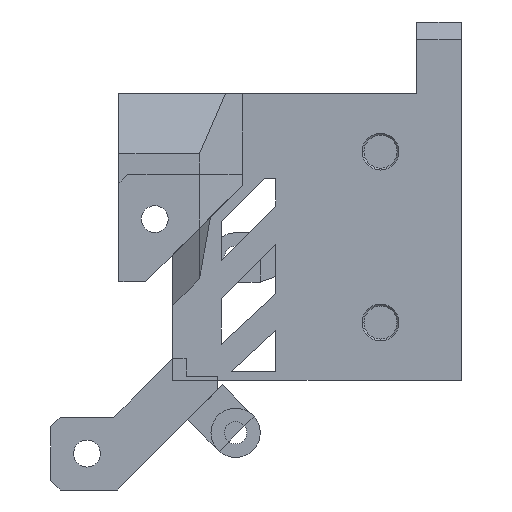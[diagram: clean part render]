
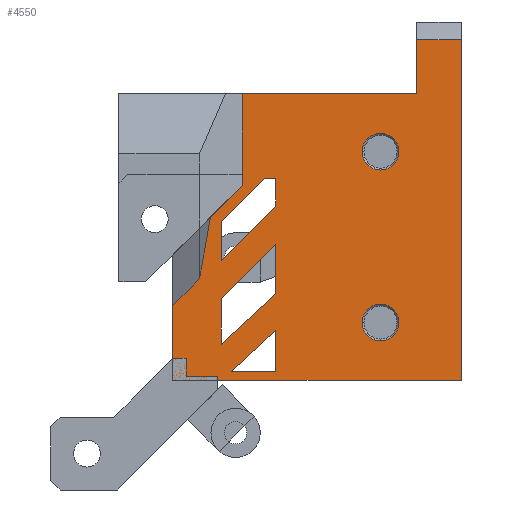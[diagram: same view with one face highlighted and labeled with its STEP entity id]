
A CAD part, left-side view. The second image highlights one B-rep face of the part: STEP entity #4550.
In plain terms, the highlighted planar face has unit normal (-1, 0, 0).
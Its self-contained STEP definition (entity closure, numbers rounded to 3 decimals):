
#164=FACE_BOUND('',#738,.T.);
#165=FACE_BOUND('',#739,.T.);
#166=FACE_BOUND('',#740,.T.);
#167=FACE_BOUND('',#741,.T.);
#168=FACE_BOUND('',#742,.T.);
#281=PLANE('',#4867);
#483=FACE_OUTER_BOUND('',#737,.T.);
#737=EDGE_LOOP('',(#3470,#3471,#3472,#3473,#3474,#3475,#3476,#3477,#3478,
#3479,#3480));
#738=EDGE_LOOP('',(#3481,#3482,#3483,#3484));
#739=EDGE_LOOP('',(#3485,#3486,#3487,#3488,#3489));
#740=EDGE_LOOP('',(#3490));
#741=EDGE_LOOP('',(#3491));
#742=EDGE_LOOP('',(#3492,#3493,#3494));
#1121=LINE('',#6606,#1634);
#1134=LINE('',#6630,#1647);
#1136=LINE('',#6635,#1649);
#1137=LINE('',#6637,#1650);
#1138=LINE('',#6639,#1651);
#1139=LINE('',#6641,#1652);
#1140=LINE('',#6643,#1653);
#1141=LINE('',#6645,#1654);
#1142=LINE('',#6647,#1655);
#1143=LINE('',#6649,#1656);
#1144=LINE('',#6650,#1657);
#1145=LINE('',#6653,#1658);
#1146=LINE('',#6655,#1659);
#1147=LINE('',#6657,#1660);
#1148=LINE('',#6658,#1661);
#1149=LINE('',#6661,#1662);
#1150=LINE('',#6663,#1663);
#1151=LINE('',#6665,#1664);
#1152=LINE('',#6667,#1665);
#1153=LINE('',#6668,#1666);
#1154=LINE('',#6675,#1667);
#1155=LINE('',#6677,#1668);
#1156=LINE('',#6678,#1669);
#1634=VECTOR('',#5412,10.);
#1647=VECTOR('',#5433,10.);
#1649=VECTOR('',#5439,10.);
#1650=VECTOR('',#5440,10.);
#1651=VECTOR('',#5441,10.);
#1652=VECTOR('',#5442,10.);
#1653=VECTOR('',#5443,10.);
#1654=VECTOR('',#5444,10.);
#1655=VECTOR('',#5445,10.);
#1656=VECTOR('',#5446,10.);
#1657=VECTOR('',#5447,10.);
#1658=VECTOR('',#5448,10.);
#1659=VECTOR('',#5449,10.);
#1660=VECTOR('',#5450,10.);
#1661=VECTOR('',#5451,10.);
#1662=VECTOR('',#5452,10.);
#1663=VECTOR('',#5453,10.);
#1664=VECTOR('',#5454,10.);
#1665=VECTOR('',#5455,10.);
#1666=VECTOR('',#5456,10.);
#1667=VECTOR('',#5461,10.);
#1668=VECTOR('',#5462,10.);
#1669=VECTOR('',#5463,10.);
#2002=CIRCLE('',#4868,2.05);
#2003=CIRCLE('',#4869,2.05);
#2176=VERTEX_POINT('',#6603);
#2177=VERTEX_POINT('',#6605);
#2184=VERTEX_POINT('',#6629);
#2185=VERTEX_POINT('',#6634);
#2186=VERTEX_POINT('',#6636);
#2187=VERTEX_POINT('',#6638);
#2188=VERTEX_POINT('',#6640);
#2189=VERTEX_POINT('',#6642);
#2190=VERTEX_POINT('',#6644);
#2191=VERTEX_POINT('',#6646);
#2192=VERTEX_POINT('',#6648);
#2193=VERTEX_POINT('',#6651);
#2194=VERTEX_POINT('',#6652);
#2195=VERTEX_POINT('',#6654);
#2196=VERTEX_POINT('',#6656);
#2197=VERTEX_POINT('',#6659);
#2198=VERTEX_POINT('',#6660);
#2199=VERTEX_POINT('',#6662);
#2200=VERTEX_POINT('',#6664);
#2201=VERTEX_POINT('',#6666);
#2202=VERTEX_POINT('',#6669);
#2203=VERTEX_POINT('',#6671);
#2204=VERTEX_POINT('',#6673);
#2205=VERTEX_POINT('',#6674);
#2206=VERTEX_POINT('',#6676);
#2653=EDGE_CURVE('',#2177,#2176,#1121,.T.);
#2666=EDGE_CURVE('',#2184,#2177,#1134,.T.);
#2668=EDGE_CURVE('',#2176,#2185,#1136,.T.);
#2669=EDGE_CURVE('',#2185,#2186,#1137,.T.);
#2670=EDGE_CURVE('',#2186,#2187,#1138,.T.);
#2671=EDGE_CURVE('',#2187,#2188,#1139,.T.);
#2672=EDGE_CURVE('',#2188,#2189,#1140,.T.);
#2673=EDGE_CURVE('',#2190,#2189,#1141,.T.);
#2674=EDGE_CURVE('',#2191,#2190,#1142,.T.);
#2675=EDGE_CURVE('',#2191,#2192,#1143,.T.);
#2676=EDGE_CURVE('',#2184,#2192,#1144,.T.);
#2677=EDGE_CURVE('',#2193,#2194,#1145,.T.);
#2678=EDGE_CURVE('',#2194,#2195,#1146,.T.);
#2679=EDGE_CURVE('',#2195,#2196,#1147,.T.);
#2680=EDGE_CURVE('',#2196,#2193,#1148,.T.);
#2681=EDGE_CURVE('',#2197,#2198,#1149,.T.);
#2682=EDGE_CURVE('',#2198,#2199,#1150,.T.);
#2683=EDGE_CURVE('',#2199,#2200,#1151,.T.);
#2684=EDGE_CURVE('',#2200,#2201,#1152,.T.);
#2685=EDGE_CURVE('',#2201,#2197,#1153,.T.);
#2686=EDGE_CURVE('',#2202,#2202,#2002,.T.);
#2687=EDGE_CURVE('',#2203,#2203,#2003,.T.);
#2688=EDGE_CURVE('',#2204,#2205,#1154,.T.);
#2689=EDGE_CURVE('',#2205,#2206,#1155,.T.);
#2690=EDGE_CURVE('',#2206,#2204,#1156,.T.);
#3470=ORIENTED_EDGE('',*,*,#2666,.T.);
#3471=ORIENTED_EDGE('',*,*,#2653,.T.);
#3472=ORIENTED_EDGE('',*,*,#2668,.T.);
#3473=ORIENTED_EDGE('',*,*,#2669,.T.);
#3474=ORIENTED_EDGE('',*,*,#2670,.T.);
#3475=ORIENTED_EDGE('',*,*,#2671,.T.);
#3476=ORIENTED_EDGE('',*,*,#2672,.T.);
#3477=ORIENTED_EDGE('',*,*,#2673,.F.);
#3478=ORIENTED_EDGE('',*,*,#2674,.F.);
#3479=ORIENTED_EDGE('',*,*,#2675,.T.);
#3480=ORIENTED_EDGE('',*,*,#2676,.F.);
#3481=ORIENTED_EDGE('',*,*,#2677,.T.);
#3482=ORIENTED_EDGE('',*,*,#2678,.T.);
#3483=ORIENTED_EDGE('',*,*,#2679,.T.);
#3484=ORIENTED_EDGE('',*,*,#2680,.T.);
#3485=ORIENTED_EDGE('',*,*,#2681,.T.);
#3486=ORIENTED_EDGE('',*,*,#2682,.T.);
#3487=ORIENTED_EDGE('',*,*,#2683,.T.);
#3488=ORIENTED_EDGE('',*,*,#2684,.T.);
#3489=ORIENTED_EDGE('',*,*,#2685,.T.);
#3490=ORIENTED_EDGE('',*,*,#2686,.F.);
#3491=ORIENTED_EDGE('',*,*,#2687,.F.);
#3492=ORIENTED_EDGE('',*,*,#2688,.T.);
#3493=ORIENTED_EDGE('',*,*,#2689,.T.);
#3494=ORIENTED_EDGE('',*,*,#2690,.T.);
#4550=ADVANCED_FACE('',(#483,#164,#165,#166,#167,#168),#281,.T.);
#4867=AXIS2_PLACEMENT_3D('',#6633,#5437,#5438);
#4868=AXIS2_PLACEMENT_3D('',#6670,#5457,#5458);
#4869=AXIS2_PLACEMENT_3D('',#6672,#5459,#5460);
#5412=DIRECTION('',(0.,1.,0.));
#5433=DIRECTION('',(0.,0.,-1.));
#5437=DIRECTION('center_axis',(-1.,0.,0.));
#5438=DIRECTION('ref_axis',(0.,0.,-1.));
#5439=DIRECTION('',(0.,-0.928,-0.371));
#5440=DIRECTION('',(0.,0.,-1.));
#5441=DIRECTION('',(0.,0.707,-0.707));
#5442=DIRECTION('',(0.,0.,-1.));
#5443=DIRECTION('',(0.,-1.,0.));
#5444=DIRECTION('',(0.,0.,-1.));
#5445=DIRECTION('',(0.,-1.,0.));
#5446=DIRECTION('',(0.,0.,-1.));
#5447=DIRECTION('',(0.,-1.,0.));
#5448=DIRECTION('',(0.,-0.707,0.707));
#5449=DIRECTION('',(0.,0.,-1.));
#5450=DIRECTION('',(0.,0.737,-0.676));
#5451=DIRECTION('',(0.,0.,1.));
#5452=DIRECTION('',(0.,0.,1.));
#5453=DIRECTION('',(0.,-0.707,0.707));
#5454=DIRECTION('',(0.,-1.,0.));
#5455=DIRECTION('',(0.,0.,-1.));
#5456=DIRECTION('',(0.,0.707,-0.707));
#5457=DIRECTION('center_axis',(-1.,0.,0.));
#5458=DIRECTION('ref_axis',(0.,-1.,0.));
#5459=DIRECTION('center_axis',(-1.,0.,0.));
#5460=DIRECTION('ref_axis',(0.,-1.,0.));
#5461=DIRECTION('',(0.,-0.737,0.676));
#5462=DIRECTION('',(0.,0.,-1.));
#5463=DIRECTION('',(0.,1.,0.));
#6603=CARTESIAN_POINT('',(-20.,-0.276,-3.));
#6605=CARTESIAN_POINT('',(-20.,-10.043,-3.));
#6606=CARTESIAN_POINT('',(-20.,-1.83,-3.));
#6629=CARTESIAN_POINT('',(-20.,-10.043,6.));
#6630=CARTESIAN_POINT('',(-20.,-10.043,1.5));
#6633=CARTESIAN_POINT('Origin',(-20.,0.,6.));
#6634=CARTESIAN_POINT('',(-20.,-5.276,-5.));
#6635=CARTESIAN_POINT('',(-20.,-1.105,-3.332));
#6636=CARTESIAN_POINT('',(-20.,-5.276,-9.));
#6637=CARTESIAN_POINT('',(-20.,-5.276,-1.5));
#6638=CARTESIAN_POINT('',(-20.,-2.276,-12.));
#6639=CARTESIAN_POINT('',(-20.,-6.207,-8.069));
#6640=CARTESIAN_POINT('',(-20.,-2.276,-26.));
#6641=CARTESIAN_POINT('',(-20.,-2.276,-13.013));
#6642=CARTESIAN_POINT('',(-20.,-34.5,-26.));
#6643=CARTESIAN_POINT('',(-20.,0.,-26.));
#6644=CARTESIAN_POINT('',(-20.,-34.5,12.));
#6645=CARTESIAN_POINT('',(-20.,-34.5,14.));
#6646=CARTESIAN_POINT('',(-20.,-29.5,12.));
#6647=CARTESIAN_POINT('',(-20.,-14.75,12.));
#6648=CARTESIAN_POINT('',(-20.,-29.5,6.));
#6649=CARTESIAN_POINT('',(-20.,-29.5,14.));
#6650=CARTESIAN_POINT('',(-20.,0.,6.));
#6651=CARTESIAN_POINT('',(-20.,-7.7,-16.893));
#6652=CARTESIAN_POINT('',(-20.,-13.8,-10.793));
#6653=CARTESIAN_POINT('',(-20.,-14.548,-10.044));
#6654=CARTESIAN_POINT('',(-20.,-13.8,-16.347));
#6655=CARTESIAN_POINT('',(-20.,-13.8,-5.174));
#6656=CARTESIAN_POINT('',(-20.,-7.7,-21.939));
#6657=CARTESIAN_POINT('',(-20.,-12.566,-17.478));
#6658=CARTESIAN_POINT('',(-20.,-7.7,-5.446));
#6659=CARTESIAN_POINT('',(-20.,-7.7,-12.65));
#6660=CARTESIAN_POINT('',(-20.,-7.7,-8.25));
#6661=CARTESIAN_POINT('',(-20.,-7.7,-1.125));
#6662=CARTESIAN_POINT('',(-20.,-12.5,-3.45));
#6663=CARTESIAN_POINT('',(-20.,-11.738,-4.212));
#6664=CARTESIAN_POINT('',(-20.,-13.8,-3.45));
#6665=CARTESIAN_POINT('',(-20.,-6.9,-3.45));
#6666=CARTESIAN_POINT('',(-20.,-13.8,-6.55));
#6667=CARTESIAN_POINT('',(-20.,-13.8,-0.275));
#6668=CARTESIAN_POINT('',(-20.,-10.438,-9.912));
#6669=CARTESIAN_POINT('',(-20.,-23.425,-19.535));
#6670=CARTESIAN_POINT('Origin',(-20.,-25.475,-19.535));
#6671=CARTESIAN_POINT('',(-20.,-23.425,-0.465));
#6672=CARTESIAN_POINT('Origin',(-20.,-25.475,-0.465));
#6673=CARTESIAN_POINT('',(-20.,-8.8,-25.));
#6674=CARTESIAN_POINT('',(-20.,-13.8,-20.417));
#6675=CARTESIAN_POINT('',(-20.,-16.63,-17.823));
#6676=CARTESIAN_POINT('',(-20.,-13.8,-25.));
#6677=CARTESIAN_POINT('',(-20.,-13.8,-9.5));
#6678=CARTESIAN_POINT('',(-20.,-4.4,-25.));
